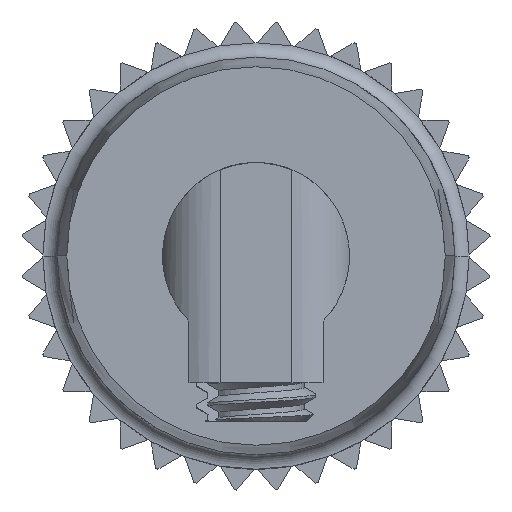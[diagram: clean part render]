
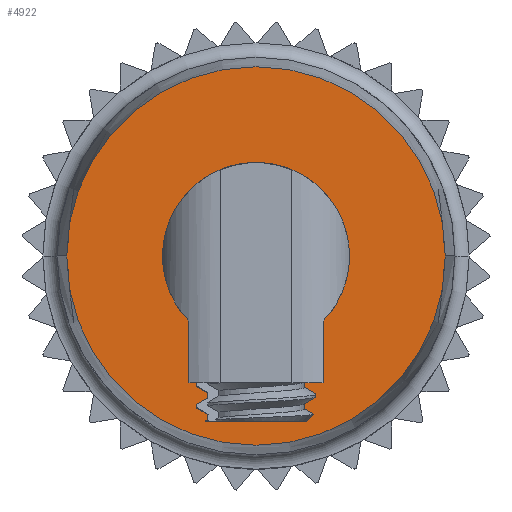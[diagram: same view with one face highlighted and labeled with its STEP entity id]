
A CAD part, front view. The second image highlights one B-rep face of the part: STEP entity #4922.
In plain terms, the highlighted face is planar.
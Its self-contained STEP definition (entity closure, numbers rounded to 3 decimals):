
#316 = VERTEX_POINT ( 'NONE', #5611 ) ;
#478 = VERTEX_POINT ( 'NONE', #11761 ) ;
#1916 = CARTESIAN_POINT ( 'NONE',  ( 0., -50., 0. ) ) ;
#3176 = DIRECTION ( 'NONE',  ( 0., -1., 0. ) ) ;
#3688 = CIRCLE ( 'NONE', #9353, 3.95 ) ;
#3938 = ORIENTED_EDGE ( 'NONE', *, *, #8727, .T. ) ;
#4516 = DIRECTION ( 'NONE',  ( 0., 1., 0. ) ) ;
#4922 = ADVANCED_FACE ( 'NONE', ( #11660 ), #9240, .F. ) ;
#4946 = DIRECTION ( 'NONE',  ( 0., 0., -1. ) ) ;
#5611 = CARTESIAN_POINT ( 'NONE',  ( 0., -50., -3.95 ) ) ;
#5865 = AXIS2_PLACEMENT_3D ( 'NONE', #17217, #9027, #10142 ) ;
#8727 = EDGE_CURVE ( 'NONE', #478, #316, #3688, .T. ) ;
#8858 = CIRCLE ( 'NONE', #5865, 3.95 ) ;
#9027 = DIRECTION ( 'NONE',  ( 0., 1., 0. ) ) ;
#9240 = PLANE ( 'NONE',  #12427 ) ;
#9353 = AXIS2_PLACEMENT_3D ( 'NONE', #1916, #4516, #15806 ) ;
#9926 = EDGE_CURVE ( 'NONE', #316, #478, #8858, .T. ) ;
#10142 = DIRECTION ( 'NONE',  ( 0., 0., 1. ) ) ;
#10323 = EDGE_LOOP ( 'NONE', ( #14681, #3938 ) ) ;
#11660 = FACE_OUTER_BOUND ( 'NONE', #10323, .T. ) ;
#11761 = CARTESIAN_POINT ( 'NONE',  ( 0., -50., 3.95 ) ) ;
#12427 = AXIS2_PLACEMENT_3D ( 'NONE', #17703, #3176, #4946 ) ;
#14681 = ORIENTED_EDGE ( 'NONE', *, *, #9926, .T. ) ;
#15806 = DIRECTION ( 'NONE',  ( 0., 0., 1. ) ) ;
#17217 = CARTESIAN_POINT ( 'NONE',  ( 0., -50., 0. ) ) ;
#17703 = CARTESIAN_POINT ( 'NONE',  ( 0., -50., 0. ) ) ;
